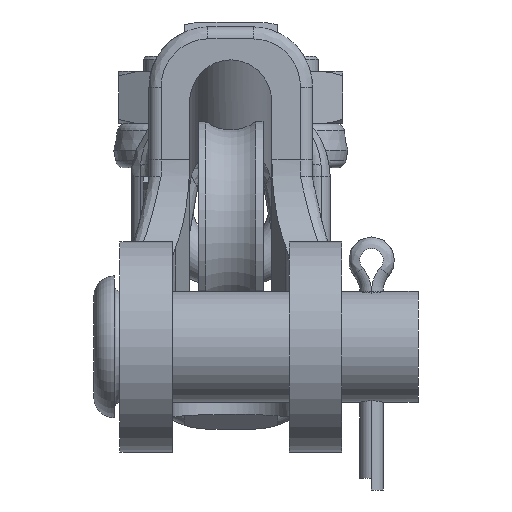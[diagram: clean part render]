
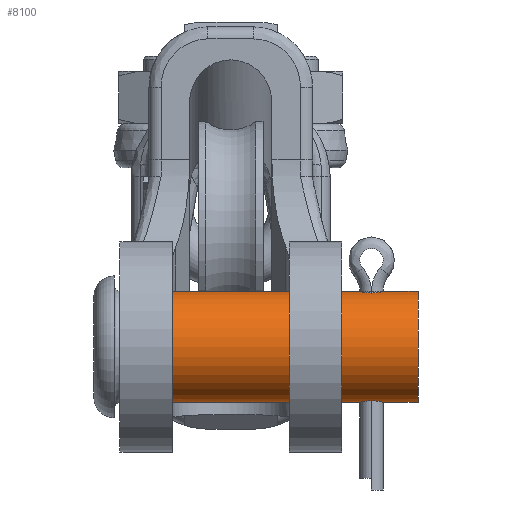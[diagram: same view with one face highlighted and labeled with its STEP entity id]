
A CAD part, front view. The second image highlights one B-rep face of the part: STEP entity #8100.
In plain terms, the highlighted cylindrical face has radius 15.088 mm (diameter 30.175 mm), a partial arc.
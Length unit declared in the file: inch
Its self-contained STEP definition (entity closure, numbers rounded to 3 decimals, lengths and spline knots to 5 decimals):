
#7833=CARTESIAN_POINT('',(1.645,0.,0.594));
#7834=CARTESIAN_POINT('',(1.645,-0.00582,0.594));
#7835=CARTESIAN_POINT('',(1.64428,-0.01739,
0.59383));
#7836=CARTESIAN_POINT('',(1.64104,-0.0346,
0.59307));
#7837=CARTESIAN_POINT('',(1.63565,-0.05133,
0.59185));
#7838=CARTESIAN_POINT('',(1.62818,-0.06731,
0.59024));
#7839=CARTESIAN_POINT('',(1.61869,-0.08234,
0.58833));
#7840=CARTESIAN_POINT('',(1.60737,-0.09605,
0.58623));
#7841=CARTESIAN_POINT('',(1.59434,-0.10828,
0.58409));
#7842=CARTESIAN_POINT('',(1.57996,-0.11868,
0.58205));
#7843=CARTESIAN_POINT('',(1.56438,-0.12719,
0.58024));
#7844=CARTESIAN_POINT('',(1.54802,-0.13361,
0.57879));
#7845=CARTESIAN_POINT('',(1.531,-0.13793,
0.57777));
#7846=CARTESIAN_POINT('',(1.51373,-0.14009,
0.57724));
#7847=CARTESIAN_POINT('',(1.49627,-0.14009,
0.57724));
#7848=CARTESIAN_POINT('',(1.479,-0.13793,
0.57777));
#7849=CARTESIAN_POINT('',(1.46198,-0.13361,
0.57879));
#7850=CARTESIAN_POINT('',(1.44562,-0.12719,
0.58024));
#7851=CARTESIAN_POINT('',(1.43004,-0.11868,
0.58205));
#7852=CARTESIAN_POINT('',(1.41566,-0.10828,
0.58409));
#7853=CARTESIAN_POINT('',(1.40263,-0.09606,
0.58623));
#7854=CARTESIAN_POINT('',(1.39131,-0.08234,
0.58833));
#7855=CARTESIAN_POINT('',(1.38182,-0.06731,
0.59024));
#7856=CARTESIAN_POINT('',(1.37435,-0.05133,
0.59185));
#7857=CARTESIAN_POINT('',(1.36896,-0.0346,
0.59307));
#7858=CARTESIAN_POINT('',(1.36572,-0.01739,
0.59383));
#7859=CARTESIAN_POINT('',(1.365,-0.00582,0.594));
#7860=CARTESIAN_POINT('',(1.365,0.,0.594));
#7862=DIRECTION('',(1.,0.,0.));
#7863=VECTOR('',#7862,0.36);
#7864=CARTESIAN_POINT('',(1.645,0.,0.594));
#7865=LINE('',#7864,#7863);
#7866=CARTESIAN_POINT('',(1.365,0.,-0.594));
#7867=CARTESIAN_POINT('',(1.365,-0.00582,-0.594));
#7868=CARTESIAN_POINT('',(1.36572,-0.01739,
-0.59383));
#7869=CARTESIAN_POINT('',(1.36896,-0.0346,
-0.59307));
#7870=CARTESIAN_POINT('',(1.37435,-0.05133,
-0.59185));
#7871=CARTESIAN_POINT('',(1.38182,-0.06731,
-0.59024));
#7872=CARTESIAN_POINT('',(1.39131,-0.08234,
-0.58833));
#7873=CARTESIAN_POINT('',(1.40263,-0.09606,
-0.58623));
#7874=CARTESIAN_POINT('',(1.41566,-0.10828,
-0.58409));
#7875=CARTESIAN_POINT('',(1.43004,-0.11868,
-0.58205));
#7876=CARTESIAN_POINT('',(1.44562,-0.12719,
-0.58024));
#7877=CARTESIAN_POINT('',(1.46198,-0.13361,
-0.57879));
#7878=CARTESIAN_POINT('',(1.479,-0.13793,
-0.57777));
#7879=CARTESIAN_POINT('',(1.49627,-0.14009,
-0.57724));
#7880=CARTESIAN_POINT('',(1.51373,-0.14009,
-0.57724));
#7881=CARTESIAN_POINT('',(1.531,-0.13793,
-0.57777));
#7882=CARTESIAN_POINT('',(1.54802,-0.13361,
-0.57879));
#7883=CARTESIAN_POINT('',(1.56438,-0.12719,
-0.58024));
#7884=CARTESIAN_POINT('',(1.57996,-0.11868,
-0.58205));
#7885=CARTESIAN_POINT('',(1.59434,-0.10828,
-0.58409));
#7886=CARTESIAN_POINT('',(1.60737,-0.09605,
-0.58623));
#7887=CARTESIAN_POINT('',(1.61869,-0.08234,
-0.58833));
#7888=CARTESIAN_POINT('',(1.62818,-0.06731,
-0.59024));
#7889=CARTESIAN_POINT('',(1.63565,-0.05133,
-0.59185));
#7890=CARTESIAN_POINT('',(1.64104,-0.0346,
-0.59307));
#7891=CARTESIAN_POINT('',(1.64428,-0.01739,
-0.59383));
#7892=CARTESIAN_POINT('',(1.645,-0.00582,-0.594));
#7893=CARTESIAN_POINT('',(1.645,0.,-0.594));
#7895=DIRECTION('',(1.,0.,0.));
#7896=VECTOR('',#7895,2.55);
#7897=CARTESIAN_POINT('',(-1.185,0.,0.594));
#7898=LINE('',#7897,#7896);
#7899=CARTESIAN_POINT('',(1.645,0.,-0.594));
#7926=CARTESIAN_POINT('',(1.365,0.,-0.594));
#7928=DIRECTION('',(1.,0.,0.));
#7929=VECTOR('',#7928,0.36);
#7930=CARTESIAN_POINT('',(1.645,0.,-0.594));
#7931=LINE('',#7930,#7929);
#7932=CARTESIAN_POINT('',(1.365,0.,0.594));
#7959=CARTESIAN_POINT('',(1.645,0.,0.594));
#7961=DIRECTION('',(1.,0.,0.));
#7962=VECTOR('',#7961,2.55);
#7963=CARTESIAN_POINT('',(-1.185,0.,-0.594));
#7964=LINE('',#7963,#7962);
#7974=CARTESIAN_POINT('',(2.005,0.,0.));
#7975=DIRECTION('',(1.,0.,0.));
#7976=DIRECTION('',(0.,0.,1.));
#7977=AXIS2_PLACEMENT_3D('',#7974,#7975,#7976);
#8029=CARTESIAN_POINT('',(-1.185,0.,0.));
#8030=DIRECTION('',(1.,0.,0.));
#8031=DIRECTION('',(0.,0.,1.));
#8032=AXIS2_PLACEMENT_3D('',#8029,#8030,#8031);
#8039=CARTESIAN_POINT('',(2.005,0.,-0.594));
#8040=CARTESIAN_POINT('',(2.005,0.,0.594));
#8041=VERTEX_POINT('',#8039);
#8042=VERTEX_POINT('',#8040);
#8055=CARTESIAN_POINT('',(-1.185,0.,-0.594));
#8056=CARTESIAN_POINT('',(-1.185,0.,0.594));
#8057=VERTEX_POINT('',#8055);
#8058=VERTEX_POINT('',#8056);
#8059=VERTEX_POINT('',#7899);
#8060=VERTEX_POINT('',#7926);
#8061=VERTEX_POINT('',#7932);
#8062=VERTEX_POINT('',#7959);
#8079=CARTESIAN_POINT('',(-1.245,0.,0.));
#8080=DIRECTION('',(1.,0.,0.));
#8081=DIRECTION('',(0.,0.,-1.));
#8082=AXIS2_PLACEMENT_3D('',#8079,#8080,#8081);
#8083=CYLINDRICAL_SURFACE('',#8082,0.594);
#8084=ORIENTED_EDGE('',*,*,#8068,.F.);
#8086=ORIENTED_EDGE('',*,*,#8085,.T.);
#8088=ORIENTED_EDGE('',*,*,#8087,.T.);
#8090=ORIENTED_EDGE('',*,*,#8089,.F.);
#8091=ORIENTED_EDGE('',*,*,#8072,.F.);
#8093=ORIENTED_EDGE('',*,*,#8092,.F.);
#8095=ORIENTED_EDGE('',*,*,#8094,.F.);
#8097=ORIENTED_EDGE('',*,*,#8096,.T.);
#8098=EDGE_LOOP('',(#8084,#8086,#8088,#8090,#8091,#8093,#8095,#8097));
#8099=FACE_OUTER_BOUND('',#8098,.F.);
#8100=ADVANCED_FACE('',(#8099),#8083,.T.);
#7861=B_SPLINE_CURVE_WITH_KNOTS('',3,(#7833,#7834,#7835,#7836,#7837,#7838,#7839,
#7840,#7841,#7842,#7843,#7844,#7845,#7846,#7847,#7848,#7849,#7850,#7851,#7852,
#7853,#7854,#7855,#7856,#7857,#7858,#7859,#7860),.UNSPECIFIED.,.F.,.F.,(4,1,1,1,
1,1,1,1,1,1,1,1,1,1,1,1,1,1,1,1,1,1,1,1,1,4),(0.,0.04,0.08,0.12,0.16,
0.2,0.24,0.28,0.32,0.36,0.4,0.44,0.48,0.52,0.56,0.6,
0.64,0.68,0.72,0.76,0.8,0.84,0.88,0.92,0.96,1.),
.UNSPECIFIED.);
#7894=B_SPLINE_CURVE_WITH_KNOTS('',3,(#7866,#7867,#7868,#7869,#7870,#7871,#7872,
#7873,#7874,#7875,#7876,#7877,#7878,#7879,#7880,#7881,#7882,#7883,#7884,#7885,
#7886,#7887,#7888,#7889,#7890,#7891,#7892,#7893),.UNSPECIFIED.,.F.,.F.,(4,1,1,1,
1,1,1,1,1,1,1,1,1,1,1,1,1,1,1,1,1,1,1,1,1,4),(0.,0.04,0.08,0.12,0.16,
0.2,0.24,0.28,0.32,0.36,0.4,0.44,0.48,0.52,0.56,0.6,
0.64,0.68,0.72,0.76,0.8,0.84,0.88,0.92,0.96,1.),
.UNSPECIFIED.);
#7978=CIRCLE('',#7977,0.594);
#8033=CIRCLE('',#8032,0.594);
#8068=EDGE_CURVE('',#8062,#8061,#7861,.T.);
#8072=EDGE_CURVE('',#8060,#8059,#7894,.T.);
#8085=EDGE_CURVE('',#8062,#8042,#7865,.T.);
#8087=EDGE_CURVE('',#8042,#8041,#7978,.T.);
#8089=EDGE_CURVE('',#8059,#8041,#7931,.T.);
#8092=EDGE_CURVE('',#8057,#8060,#7964,.T.);
#8094=EDGE_CURVE('',#8058,#8057,#8033,.T.);
#8096=EDGE_CURVE('',#8058,#8061,#7898,.T.);
